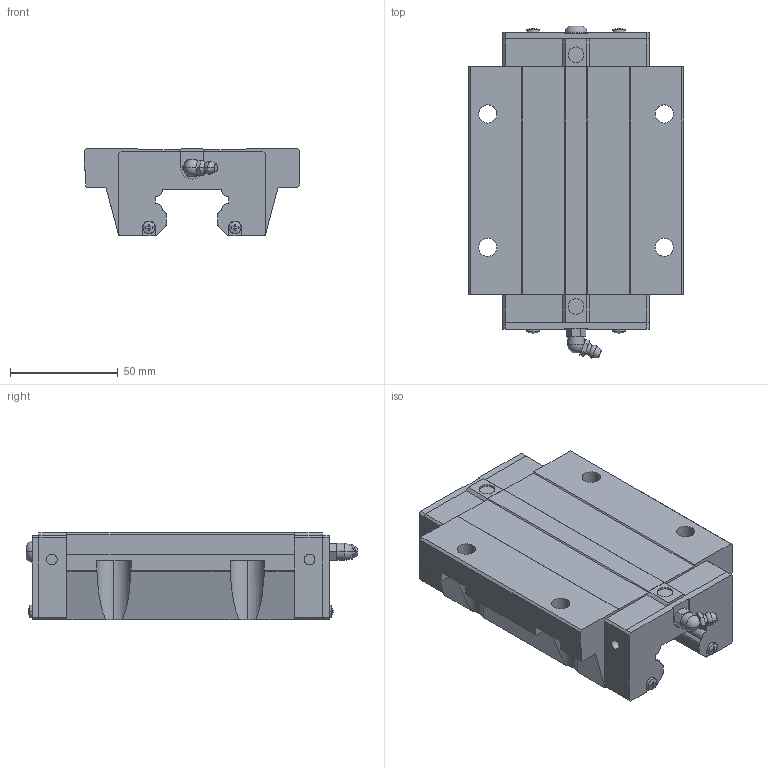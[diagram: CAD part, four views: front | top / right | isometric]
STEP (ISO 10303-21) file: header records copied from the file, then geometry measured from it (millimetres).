
FILE_DESCRIPTION(('STEP AP214'),'1');
FILE_NAME('cctmp_947681DA-AB32-49FD-84D5-0632E6C8F2DB_2024_08_02_21_54_13_0004..stp','2024-08-02T19:54:13',('HIWIN GmbH'),('CADClick - www.CADClick.com'),'Spatial InterOp 3D',' ','unknown authorization');
FILE_SCHEMA(('AUTOMOTIVE_DESIGN'));
Length unit declared in the file: millimetre
Products named in the file (1): HGW35HCZ0C_FILE
Bounding box: 100 x 154.31 x 40.5 mm (x, y, z)
Volume: 353284.6 mm3; surface area: 51562.1 mm2
Topology: 1 solids, 5 shells, 394 faces, 1061 edges, 689 vertices
Faces by surface type: plane 244, cylinder 92, cone 38, torus 18, sphere 2
Entity records: 15670 total; most frequent: CARTESIAN_POINT 2679, ORIENTED_EDGE 2118, DIRECTION 1988, EDGE_CURVE 1059, VERTEX_POINT 689, LINE 688, VECTOR 688, AXIS2_PLACEMENT_3D 650
